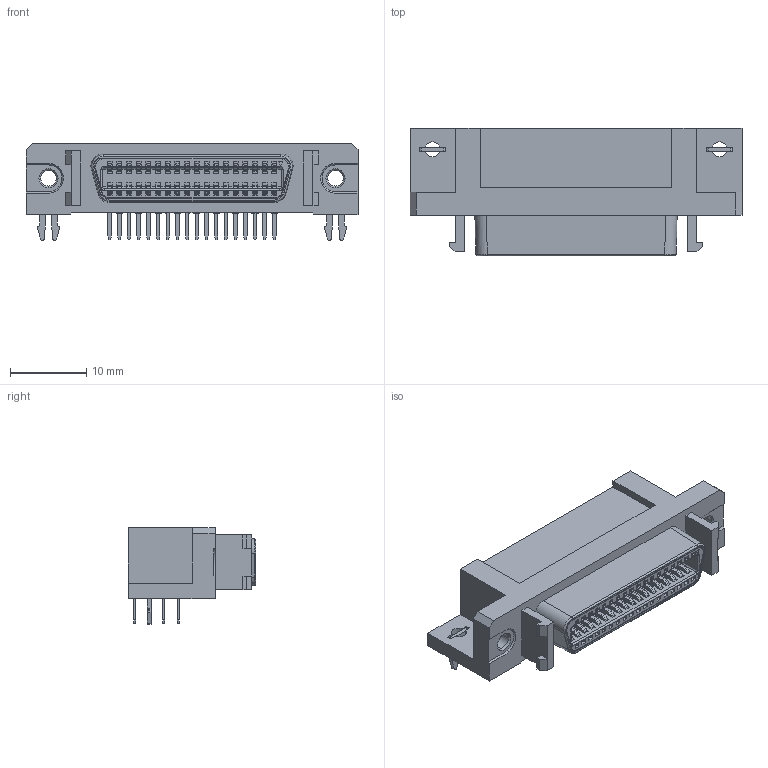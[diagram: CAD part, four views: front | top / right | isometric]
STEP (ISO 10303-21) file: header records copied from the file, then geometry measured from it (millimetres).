
FILE_DESCRIPTION( ('This file contains a STEP AP42 implementation' ,'as created by ZW3D STEP Interface translator.') ,'2;1' );
FILE_NAME( '6321-XXXRDXXMWA02.stp' ,'2311 3.1656 2', (''), ('ZWCAD Software Co.'), 'Version 1.0', 'ZW3D to STEP translator', '' );
FILE_SCHEMA(('AUTOMOTIVE_DESIGN { 1 0 10303 214 1 1 1 1 }'));
Length unit declared in the file: millimetre
Products named in the file (2): 0; 6321-036RDS1MWA02
Bounding box: 43.51 x 16.7 x 12.7 mm (x, y, z)
Volume: 3918.2 mm3; surface area: 4857.4 mm2
Topology: 3 solids, 201 shells, 4583 faces, 11935 edges, 7662 vertices
Faces by surface type: plane 3009, cylinder 1554, torus 12, bspline 4, cone 4
Full cylindrical faces by diameter (mm): 2.05 x2
Entity records: 163154 total; most frequent: CARTESIAN_POINT 59845, ORIENTED_EDGE 23872, DIRECTION 14610, EDGE_CURVE 11935, VERTEX_POINT 7662, B_SPLINE_CURVE_WITH_KNOTS 6843, AXIS2_PLACEMENT_3D 4942, VECTOR 4726
